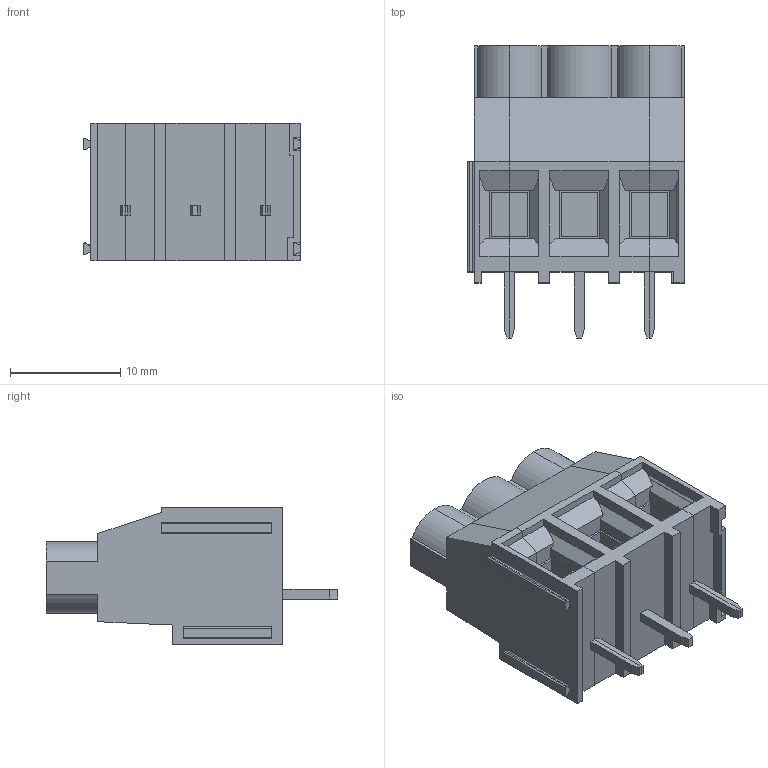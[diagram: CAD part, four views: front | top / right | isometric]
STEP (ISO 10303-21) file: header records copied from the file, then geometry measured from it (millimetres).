
FILE_DESCRIPTION( ( 'Unknown' ), '1' );
FILE_NAME( '691250610003.stp', 'Unknown', ( 'Unknown' ), ( 'Unknown' ), 'PSStep 17.0.49', 'Unknown', ' ' );
FILE_SCHEMA( ( 'AUTOMOTIVE_DESIGN { 1 0 10303 214 1 1 1 1 }' ) );
Length unit declared in the file: millimetre
Products named in the file (4): Assem1; MRT20P6.35_SX; MRT20P6.35_DX; MRT20P6.35_CNT
Assembly tree (3 placements, depth 2):
  Assem1
    MRT20P6.35_SX
    MRT20P6.35_DX
    MRT20P6.35_CNT
Bounding box: 19.65 x 26.5 x 12.5 mm (x, y, z)
Volume: 3217.1 mm3; surface area: 3076.8 mm2
Topology: 3 solids, 3 shells, 265 faces, 759 edges, 506 vertices
Faces by surface type: plane 234, cylinder 31
Full cylindrical faces by diameter (mm): 5.1 x1
Entity records: 10734 total; most frequent: CARTESIAN_POINT 1531, ORIENTED_EDGE 1514, DIRECTION 1380, EDGE_CURVE 757, LINE 672, VECTOR 672, VERTEX_POINT 505, AXIS2_PLACEMENT_3D 354
